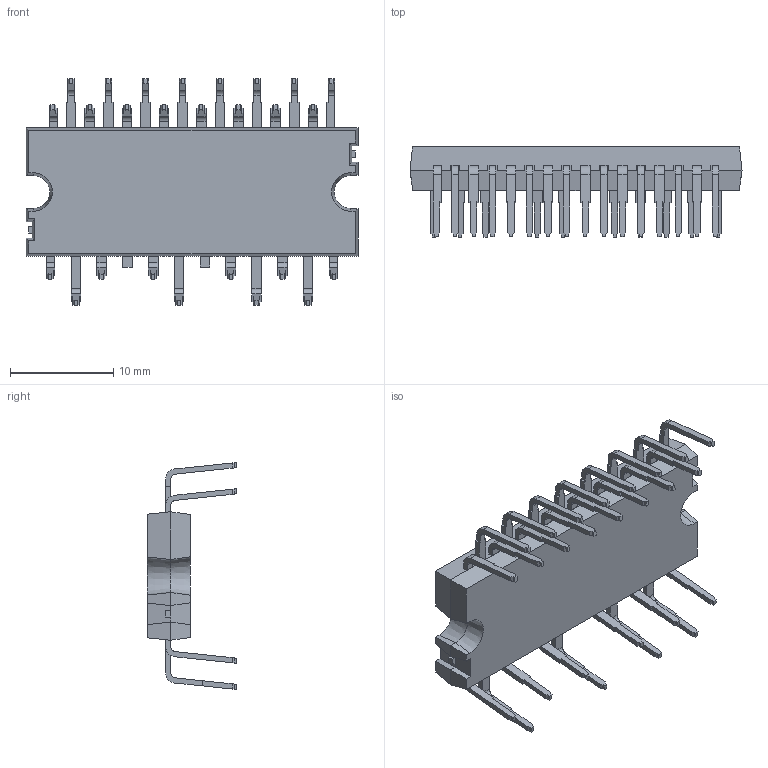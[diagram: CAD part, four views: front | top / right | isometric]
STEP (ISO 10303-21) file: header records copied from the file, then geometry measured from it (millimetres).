
FILE_DESCRIPTION (( 'STEP AP214' ), '1' );
FILE_NAME ('STGIPQ8C60T-HZ.STEP', '2020-02-09T13:56:19', ( '' ), ( '' ), 'SwSTEP 2.0', 'SolidWorks 2017', '' );
FILE_SCHEMA (( 'AUTOMOTIVE_DESIGN' ));
Length unit declared in the file: millimetre
Products named in the file (1): STGIPQ8C60T-HZ
Bounding box: 32.15 x 8.7 x 21.98 mm (x, y, z)
Volume: 1651.2 mm3; surface area: 1753.3 mm2
Topology: 32 solids, 32 shells, 584 faces, 1486 edges, 984 vertices
Faces by surface type: plane 490, cylinder 90, cone 4
Entity records: 17709 total; most frequent: CARTESIAN_POINT 3055, ORIENTED_EDGE 2972, DIRECTION 2842, EDGE_CURVE 1486, LINE 1300, VECTOR 1300, VERTEX_POINT 984, AXIS2_PLACEMENT_3D 771
